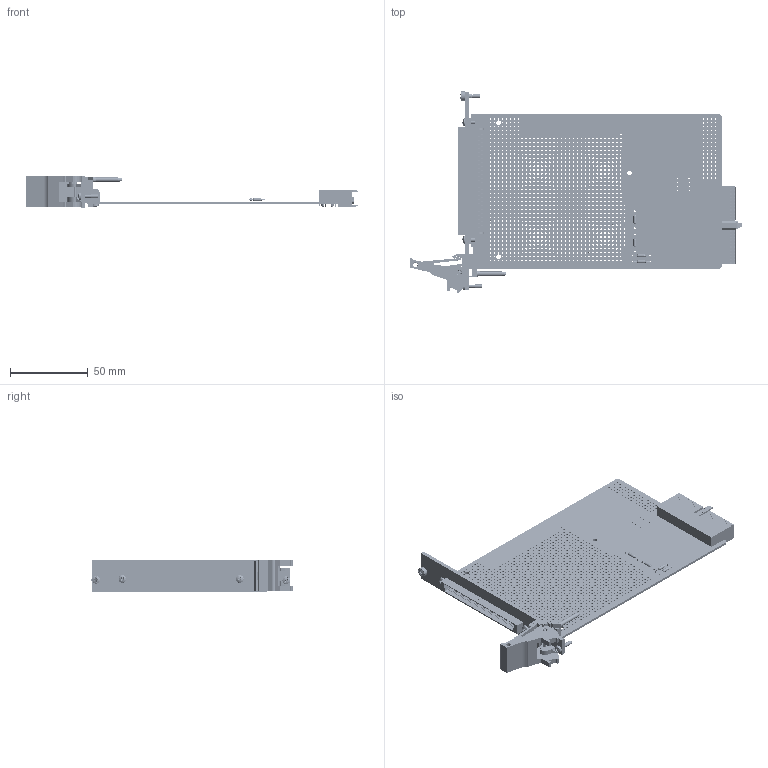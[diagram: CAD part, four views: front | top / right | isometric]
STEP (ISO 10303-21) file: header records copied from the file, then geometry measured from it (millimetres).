
FILE_DESCRIPTION (( 'STEP AP214' ), '1' );
FILE_NAME ('40-225A-101 PXI 1 SLT 96W SCSI Prototype Card.STEP', '2013-08-22T13:27:20', ( 'admin' ), ( '' ), 'SwSTEP 2.0', 'SolidWorks 2012', '' );
FILE_SCHEMA (( 'AUTOMOTIVE_DESIGN' ));
Length unit declared in the file: millimetre
Products named in the file (1): 40-225A-101 PXI 1 SLT 96W SCSI Prototype Card
Bounding box: 214.01 x 129.67 x 20 mm (x, y, z)
Surface area: 65046.1 mm2 (no closed solid volume)
Topology: 0 solids, 337 shells, 4548 faces, 20154 edges, 15937 vertices
Faces by surface type: plane 2853, cylinder 1636, cone 18, torus 17, sphere 15, bspline 9
Full cylindrical faces by diameter (mm): 0.3 x16, 0.6 x110, 0.7 x5, 0.762 x8, 0.8 x29, 1 x1209, 1.496 x2, 1.864 x4, 2 x6, 2.5 x8, 2.6 x5, 2.8 x1, 3 x6, 5 x7, 5.3 x1, 6 x1
Entity records: 255194 total; most frequent: CARTESIAN_POINT 47616, DIRECTION 30472, ORIENTED_EDGE 25008, EDGE_CURVE 18066, VERTEX_POINT 15308, LINE 13478, VECTOR 13478, EDGE_LOOP 9607
